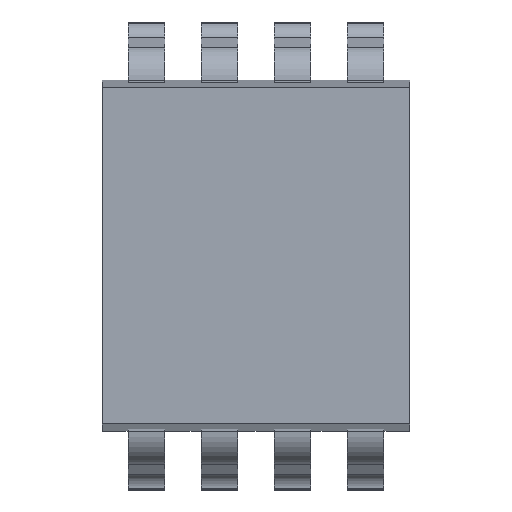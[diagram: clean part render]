
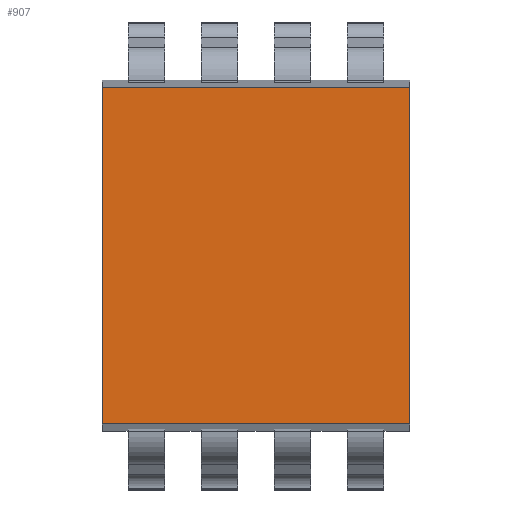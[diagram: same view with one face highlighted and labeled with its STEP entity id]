
A CAD part, top view. The second image highlights one B-rep face of the part: STEP entity #907.
In plain terms, the highlighted planar face has unit normal (0, 0, 1).
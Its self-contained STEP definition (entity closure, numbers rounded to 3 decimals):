
#21 = VERTEX_POINT ( 'NONE', #3045 ) ;
#95 = CARTESIAN_POINT ( 'NONE',  ( 1.05, -1.15, 0.9 ) ) ;
#154 = EDGE_CURVE ( 'NONE', #2820, #21, #2063, .T. ) ;
#291 = VERTEX_POINT ( 'NONE', #95 ) ;
#393 = DIRECTION ( 'NONE',  ( 0., -1., 0. ) ) ;
#645 = AXIS2_PLACEMENT_3D ( 'NONE', #2062, #1863, #1832 ) ;
#780 = CARTESIAN_POINT ( 'NONE',  ( -1.05, 1.15, 0.9 ) ) ;
#848 = FACE_OUTER_BOUND ( 'NONE', #1639, .T. ) ;
#855 = CARTESIAN_POINT ( 'NONE',  ( 1.05, 1.15, 0.9 ) ) ;
#907 = ADVANCED_FACE ( 'NONE', ( #848 ), #2282, .T. ) ;
#922 = DIRECTION ( 'NONE',  ( 1., 0., 0. ) ) ;
#984 = EDGE_CURVE ( 'NONE', #21, #291, #2609, .T. ) ;
#1031 = DIRECTION ( 'NONE',  ( 0., -1., 0. ) ) ;
#1366 = CARTESIAN_POINT ( 'NONE',  ( -1.05, 1.15, 0.9 ) ) ;
#1373 = VERTEX_POINT ( 'NONE', #1424 ) ;
#1406 = CARTESIAN_POINT ( 'NONE',  ( -1.05, 1.15, 0.9 ) ) ;
#1424 = CARTESIAN_POINT ( 'NONE',  ( -1.05, -1.15, 0.9 ) ) ;
#1639 = EDGE_LOOP ( 'NONE', ( #3362, #2266, #2504, #1993 ) ) ;
#1832 = DIRECTION ( 'NONE',  ( 1., 0., 0. ) ) ;
#1863 = DIRECTION ( 'NONE',  ( 0., 0., 1. ) ) ;
#1993 = ORIENTED_EDGE ( 'NONE', *, *, #2982, .T. ) ;
#2027 = LINE ( 'NONE', #2248, #2233 ) ;
#2062 = CARTESIAN_POINT ( 'NONE',  ( -1.05, 1.15, 0.9 ) ) ;
#2063 = LINE ( 'NONE', #1406, #2155 ) ;
#2155 = VECTOR ( 'NONE', #2568, 1000. ) ;
#2233 = VECTOR ( 'NONE', #922, 1000. ) ;
#2248 = CARTESIAN_POINT ( 'NONE',  ( -1.05, -1.15, 0.9 ) ) ;
#2266 = ORIENTED_EDGE ( 'NONE', *, *, #154, .F. ) ;
#2282 = PLANE ( 'NONE',  #645 ) ;
#2504 = ORIENTED_EDGE ( 'NONE', *, *, #3262, .T. ) ;
#2568 = DIRECTION ( 'NONE',  ( 1., 0., 0. ) ) ;
#2609 = LINE ( 'NONE', #855, #2913 ) ;
#2820 = VERTEX_POINT ( 'NONE', #1366 ) ;
#2913 = VECTOR ( 'NONE', #393, 1000. ) ;
#2982 = EDGE_CURVE ( 'NONE', #1373, #291, #2027, .T. ) ;
#2985 = VECTOR ( 'NONE', #1031, 1000. ) ;
#3045 = CARTESIAN_POINT ( 'NONE',  ( 1.05, 1.15, 0.9 ) ) ;
#3244 = LINE ( 'NONE', #780, #2985 ) ;
#3262 = EDGE_CURVE ( 'NONE', #2820, #1373, #3244, .T. ) ;
#3362 = ORIENTED_EDGE ( 'NONE', *, *, #984, .F. ) ;
